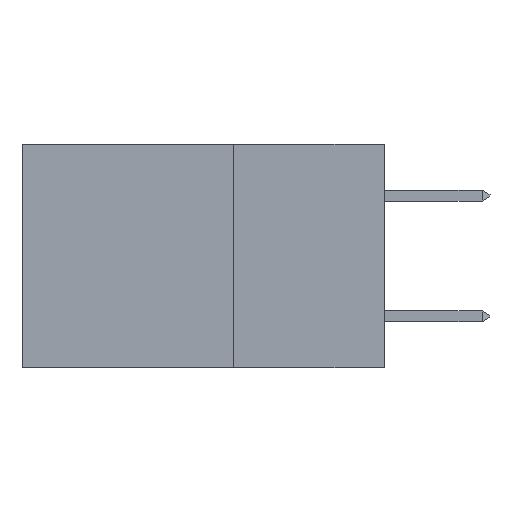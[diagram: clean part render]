
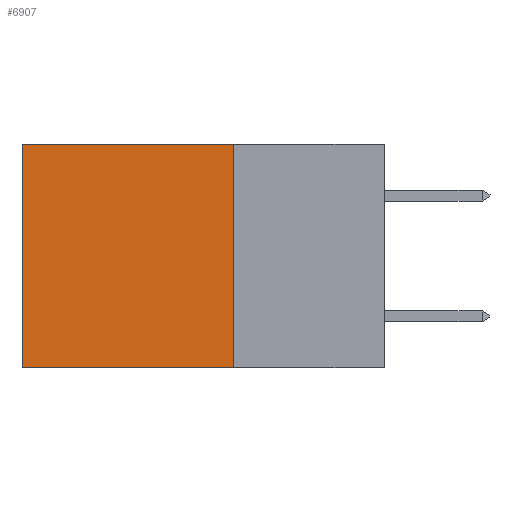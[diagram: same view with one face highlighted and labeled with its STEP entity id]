
A CAD part, left-side view. The second image highlights one B-rep face of the part: STEP entity #6907.
In plain terms, the highlighted planar face has unit normal (-1, 0, 0).
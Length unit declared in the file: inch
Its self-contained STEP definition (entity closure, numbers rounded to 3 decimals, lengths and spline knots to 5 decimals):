
#243 = VERTEX_POINT ( 'NONE', #3949 ) ;
#364 = VECTOR ( 'NONE', #2721, 39.37008 ) ;
#389 = EDGE_LOOP ( 'NONE', ( #452, #2768, #2819, #6611 ) ) ;
#452 = ORIENTED_EDGE ( 'NONE', *, *, #2941, .T. ) ;
#715 = VECTOR ( 'NONE', #9496, 39.37008 ) ;
#870 = VECTOR ( 'NONE', #5226, 39.37008 ) ;
#1066 = CARTESIAN_POINT ( 'NONE',  ( 0.2875, 0.25, 0. ) ) ;
#1115 = LINE ( 'NONE', #4454, #870 ) ;
#1185 = PLANE ( 'NONE',  #4624 ) ;
#1734 = DIRECTION ( 'NONE',  ( 0., 0., -1. ) ) ;
#1755 = VERTEX_POINT ( 'NONE', #2420 ) ;
#2420 = CARTESIAN_POINT ( 'NONE',  ( 0.2875, 0.25, -0.37 ) ) ;
#2721 = DIRECTION ( 'NONE',  ( 0., 1., 0. ) ) ;
#2768 = ORIENTED_EDGE ( 'NONE', *, *, #4604, .F. ) ;
#2819 = ORIENTED_EDGE ( 'NONE', *, *, #9090, .F. ) ;
#2941 = EDGE_CURVE ( 'NONE', #243, #5050, #1115, .T. ) ;
#2977 = DIRECTION ( 'NONE',  ( 0., 0., -1. ) ) ;
#3488 = CARTESIAN_POINT ( 'NONE',  ( 0.2875, 0.25, -0.37 ) ) ;
#3511 = CARTESIAN_POINT ( 'NONE',  ( 0.2875, 0.25, 0. ) ) ;
#3949 = CARTESIAN_POINT ( 'NONE',  ( 0.2875, 0.6, 0. ) ) ;
#4454 = CARTESIAN_POINT ( 'NONE',  ( 0.2875, 0.6, 0. ) ) ;
#4494 = FACE_OUTER_BOUND ( 'NONE', #389, .T. ) ;
#4604 = EDGE_CURVE ( 'NONE', #1755, #5050, #7644, .T. ) ;
#4624 = AXIS2_PLACEMENT_3D ( 'NONE', #4910, #6427, #1734 ) ;
#4910 = CARTESIAN_POINT ( 'NONE',  ( 0.2875, 0.25, 0. ) ) ;
#5050 = VERTEX_POINT ( 'NONE', #6878 ) ;
#5226 = DIRECTION ( 'NONE',  ( 0., 0., -1. ) ) ;
#6003 = LINE ( 'NONE', #3511, #715 ) ;
#6427 = DIRECTION ( 'NONE',  ( 1., 0., 0. ) ) ;
#6611 = ORIENTED_EDGE ( 'NONE', *, *, #7358, .T. ) ;
#6878 = CARTESIAN_POINT ( 'NONE',  ( 0.2875, 0.6, -0.37 ) ) ;
#6907 = ADVANCED_FACE ( 'NONE', ( #4494 ), #1185, .F. ) ;
#7214 = CARTESIAN_POINT ( 'NONE',  ( 0.2875, 0.25, 0. ) ) ;
#7358 = EDGE_CURVE ( 'NONE', #7585, #243, #6003, .T. ) ;
#7585 = VERTEX_POINT ( 'NONE', #1066 ) ;
#7644 = LINE ( 'NONE', #3488, #364 ) ;
#9078 = LINE ( 'NONE', #7214, #9188 ) ;
#9090 = EDGE_CURVE ( 'NONE', #7585, #1755, #9078, .T. ) ;
#9188 = VECTOR ( 'NONE', #2977, 39.37008 ) ;
#9496 = DIRECTION ( 'NONE',  ( 0., 1., 0. ) ) ;
